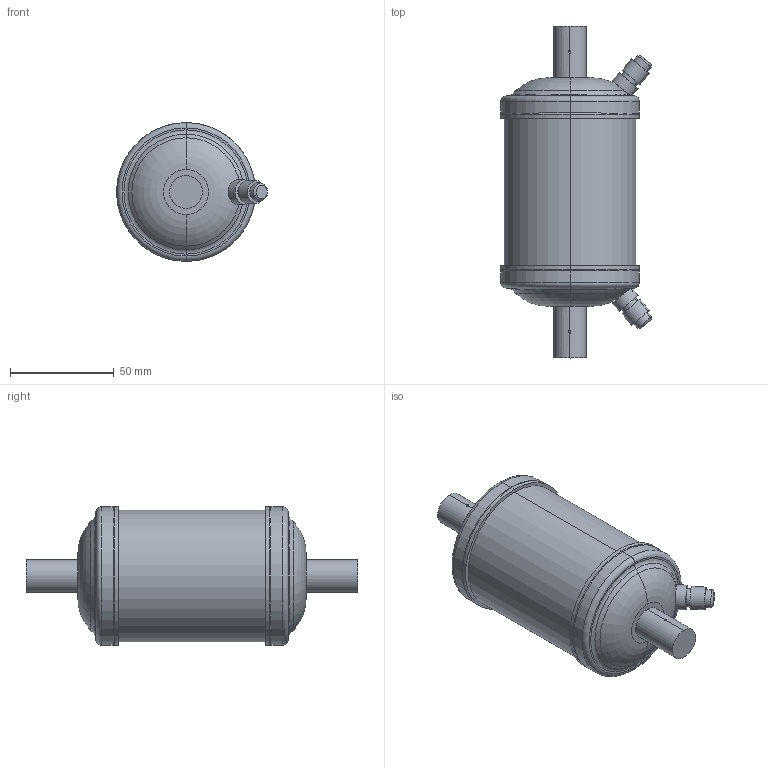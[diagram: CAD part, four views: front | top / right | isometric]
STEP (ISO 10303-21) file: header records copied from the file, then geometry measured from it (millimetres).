
FILE_DESCRIPTION (( 'STEP AP203' ), '1' );
FILE_NAME ('023Z2009R - DSF 164sVV.STEP', '2022-11-26T06:01:41', ( '' ), ( '' ), 'SwSTEP 2.0', 'SolidWorks 2020', '' );
FILE_SCHEMA (( 'CONFIG_CONTROL_DESIGN' ));
Length unit declared in the file: millimetre
Products named in the file (1): 023Z2009R - DSF 164sVV
Bounding box: 72.74 x 160 x 67 mm (x, y, z)
Volume: 343105.9 mm3; surface area: 30768.2 mm2
Topology: 1 solids, 1 shells, 82 faces, 182 edges, 114 vertices
Faces by surface type: cylinder 34, plane 18, torus 16, cone 10, sphere 4
Entity records: 2573 total; most frequent: CARTESIAN_POINT 611, DIRECTION 438, ORIENTED_EDGE 364, AXIS2_PLACEMENT_3D 197, EDGE_CURVE 182, CIRCLE 114, VERTEX_POINT 114, EDGE_LOOP 98
